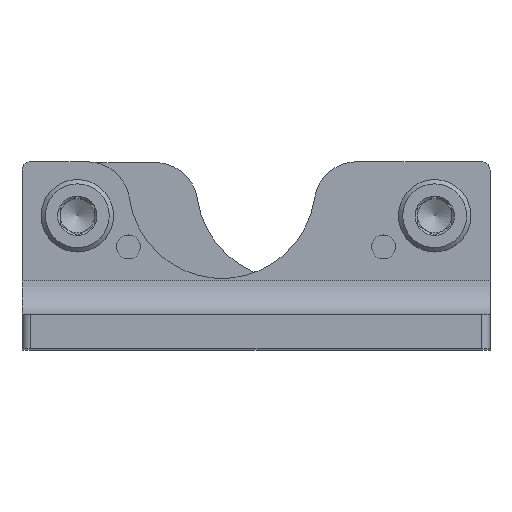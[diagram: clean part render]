
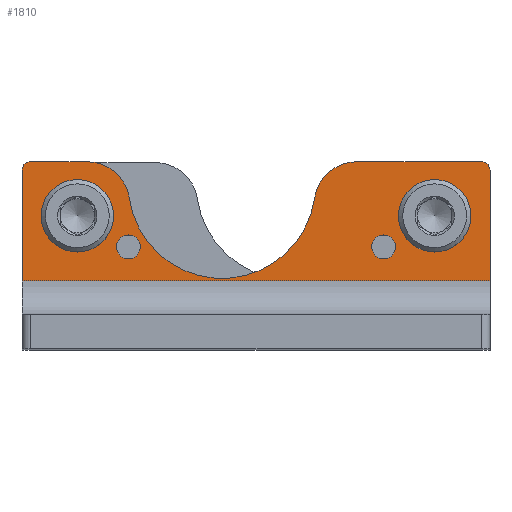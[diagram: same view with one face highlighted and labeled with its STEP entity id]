
A CAD part, top view. The second image highlights one B-rep face of the part: STEP entity #1810.
In plain terms, the highlighted planar face has unit normal (0, 0, 1).
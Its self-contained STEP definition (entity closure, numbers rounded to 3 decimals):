
#135=CIRCLE('',#1970,1.);
#138=CIRCLE('',#1975,1.);
#139=CIRCLE('',#1978,5.);
#140=CIRCLE('',#1980,11.);
#141=CIRCLE('',#1982,5.);
#142=CIRCLE('',#1984,2.75);
#143=CIRCLE('',#1987,2.75);
#144=CIRCLE('',#1989,2.75);
#145=CIRCLE('',#1992,2.75);
#146=CIRCLE('',#1997,1.4);
#147=CIRCLE('',#1998,1.4);
#350=ORIENTED_EDGE('',*,*,#811,.F.);
#351=ORIENTED_EDGE('',*,*,#812,.F.);
#352=ORIENTED_EDGE('',*,*,#798,.F.);
#353=ORIENTED_EDGE('',*,*,#800,.F.);
#354=ORIENTED_EDGE('',*,*,#808,.F.);
#355=ORIENTED_EDGE('',*,*,#795,.F.);
#356=ORIENTED_EDGE('',*,*,#805,.F.);
#357=ORIENTED_EDGE('',*,*,#807,.F.);
#358=ORIENTED_EDGE('',*,*,#809,.F.);
#359=ORIENTED_EDGE('',*,*,#802,.F.);
#360=ORIENTED_EDGE('',*,*,#777,.T.);
#361=ORIENTED_EDGE('',*,*,#782,.F.);
#362=ORIENTED_EDGE('',*,*,#813,.F.);
#363=ORIENTED_EDGE('',*,*,#754,.T.);
#364=ORIENTED_EDGE('',*,*,#784,.T.);
#365=ORIENTED_EDGE('',*,*,#786,.T.);
#366=ORIENTED_EDGE('',*,*,#788,.T.);
#367=ORIENTED_EDGE('',*,*,#791,.F.);
#368=ORIENTED_EDGE('',*,*,#792,.T.);
#369=ORIENTED_EDGE('',*,*,#810,.T.);
#754=EDGE_CURVE('',#1001,#1000,#1164,.T.);
#777=EDGE_CURVE('',#1020,#1021,#135,.T.);
#782=EDGE_CURVE('',#1022,#1021,#1178,.T.);
#784=EDGE_CURVE('',#1000,#1023,#138,.T.);
#786=EDGE_CURVE('',#1023,#1024,#1180,.T.);
#788=EDGE_CURVE('',#1024,#1025,#139,.T.);
#791=EDGE_CURVE('',#1026,#1025,#140,.T.);
#792=EDGE_CURVE('',#1026,#1027,#141,.T.);
#795=EDGE_CURVE('',#1028,#1029,#142,.T.);
#798=EDGE_CURVE('',#1030,#1028,#1188,.T.);
#800=EDGE_CURVE('',#1031,#1030,#143,.T.);
#802=EDGE_CURVE('',#1032,#1033,#144,.T.);
#805=EDGE_CURVE('',#1034,#1032,#1193,.T.);
#807=EDGE_CURVE('',#1035,#1034,#145,.T.);
#808=EDGE_CURVE('',#1029,#1031,#1195,.T.);
#809=EDGE_CURVE('',#1033,#1035,#1196,.T.);
#810=EDGE_CURVE('',#1027,#1020,#1197,.T.);
#811=EDGE_CURVE('',#1036,#1036,#146,.T.);
#812=EDGE_CURVE('',#1037,#1037,#147,.T.);
#813=EDGE_CURVE('',#1001,#1022,#1198,.T.);
#1000=VERTEX_POINT('',#2819);
#1001=VERTEX_POINT('',#2821);
#1020=VERTEX_POINT('',#2866);
#1021=VERTEX_POINT('',#2867);
#1022=VERTEX_POINT('',#2873);
#1023=VERTEX_POINT('',#2878);
#1024=VERTEX_POINT('',#2882);
#1025=VERTEX_POINT('',#2886);
#1026=VERTEX_POINT('',#2890);
#1027=VERTEX_POINT('',#2894);
#1028=VERTEX_POINT('',#2898);
#1029=VERTEX_POINT('',#2900);
#1030=VERTEX_POINT('',#2904);
#1031=VERTEX_POINT('',#2908);
#1032=VERTEX_POINT('',#2912);
#1033=VERTEX_POINT('',#2914);
#1034=VERTEX_POINT('',#2918);
#1035=VERTEX_POINT('',#2922);
#1036=VERTEX_POINT('',#2932);
#1037=VERTEX_POINT('',#2934);
#1164=LINE('',#2820,#1306);
#1178=LINE('',#2874,#1320);
#1180=LINE('',#2881,#1322);
#1188=LINE('',#2905,#1330);
#1193=LINE('',#2919,#1335);
#1195=LINE('',#2925,#1337);
#1196=LINE('',#2927,#1338);
#1197=LINE('',#2929,#1339);
#1198=LINE('',#2935,#1340);
#1306=VECTOR('',#2220,1000.);
#1320=VECTOR('',#2270,1000.);
#1322=VECTOR('',#2280,1000.);
#1330=VECTOR('',#2306,1000.);
#1335=VECTOR('',#2321,1000.);
#1337=VECTOR('',#2329,1000.);
#1338=VECTOR('',#2332,1000.);
#1339=VECTOR('',#2335,1000.);
#1340=VECTOR('',#2342,1000.);
#1456=EDGE_LOOP('',(#350));
#1457=EDGE_LOOP('',(#351));
#1458=EDGE_LOOP('',(#352,#353,#354,#355));
#1459=EDGE_LOOP('',(#356,#357,#358,#359));
#1460=EDGE_LOOP('',(#360,#361,#362,#363,#364,#365,#366,#367,#368,#369));
#1608=FACE_BOUND('',#1456,.T.);
#1609=FACE_BOUND('',#1457,.T.);
#1610=FACE_BOUND('',#1458,.T.);
#1611=FACE_BOUND('',#1459,.T.);
#1612=FACE_BOUND('',#1460,.T.);
#1742=PLANE('',#1996);
#1810=ADVANCED_FACE('',(#1608,#1609,#1610,#1611,#1612),#1742,.T.);
#1970=AXIS2_PLACEMENT_3D('',#2865,#2261,#2262);
#1975=AXIS2_PLACEMENT_3D('',#2877,#2275,#2276);
#1978=AXIS2_PLACEMENT_3D('',#2885,#2284,#2285);
#1980=AXIS2_PLACEMENT_3D('',#2891,#2290,#2291);
#1982=AXIS2_PLACEMENT_3D('',#2893,#2294,#2295);
#1984=AXIS2_PLACEMENT_3D('',#2899,#2300,#2301);
#1987=AXIS2_PLACEMENT_3D('',#2909,#2310,#2311);
#1989=AXIS2_PLACEMENT_3D('',#2913,#2315,#2316);
#1992=AXIS2_PLACEMENT_3D('',#2923,#2325,#2326);
#1996=AXIS2_PLACEMENT_3D('',#2930,#2336,#2337);
#1997=AXIS2_PLACEMENT_3D('',#2931,#2338,#2339);
#1998=AXIS2_PLACEMENT_3D('',#2933,#2340,#2341);
#2220=DIRECTION('',(0.,1.,0.));
#2261=DIRECTION('',(0.,0.,1.));
#2262=DIRECTION('',(1.,0.,0.));
#2270=DIRECTION('',(0.,1.,0.));
#2275=DIRECTION('',(0.,0.,1.));
#2276=DIRECTION('',(1.,0.,0.));
#2280=DIRECTION('',(-1.,0.,0.));
#2284=DIRECTION('',(0.,0.,1.));
#2285=DIRECTION('',(1.,0.,0.));
#2290=DIRECTION('',(0.,0.,1.));
#2291=DIRECTION('',(1.,0.,0.));
#2294=DIRECTION('',(0.,0.,1.));
#2295=DIRECTION('',(1.,0.,0.));
#2300=DIRECTION('',(0.,0.,1.));
#2301=DIRECTION('',(1.,0.,0.));
#2306=DIRECTION('',(0.,1.,0.));
#2310=DIRECTION('',(0.,0.,1.));
#2311=DIRECTION('',(1.,0.,0.));
#2315=DIRECTION('',(0.,0.,1.));
#2316=DIRECTION('',(1.,0.,0.));
#2321=DIRECTION('',(0.,1.,0.));
#2325=DIRECTION('',(0.,0.,1.));
#2326=DIRECTION('',(1.,0.,0.));
#2329=DIRECTION('',(0.,-1.,0.));
#2332=DIRECTION('',(0.,-1.,0.));
#2335=DIRECTION('',(-1.,0.,0.));
#2336=DIRECTION('',(0.,0.,1.));
#2337=DIRECTION('',(1.,0.,0.));
#2338=DIRECTION('',(0.,0.,1.));
#2339=DIRECTION('',(1.,0.,0.));
#2340=DIRECTION('',(0.,0.,1.));
#2341=DIRECTION('',(1.,0.,0.));
#2342=DIRECTION('',(-1.,0.,0.));
#2819=CARTESIAN_POINT('',(27.5,21.,4.));
#2820=CARTESIAN_POINT('',(27.5,8.,4.));
#2821=CARTESIAN_POINT('',(27.5,8.,4.));
#2865=CARTESIAN_POINT('',(-26.5,21.,4.));
#2866=CARTESIAN_POINT('',(-26.5,22.,4.));
#2867=CARTESIAN_POINT('',(-27.5,21.,4.));
#2873=CARTESIAN_POINT('',(-27.5,8.,4.));
#2874=CARTESIAN_POINT('',(-27.5,8.,4.));
#2877=CARTESIAN_POINT('',(26.5,21.,4.));
#2878=CARTESIAN_POINT('',(26.5,22.,4.));
#2881=CARTESIAN_POINT('',(26.5,22.,4.));
#2882=CARTESIAN_POINT('',(11.834,22.,4.));
#2885=CARTESIAN_POINT('',(11.834,17.,4.));
#2886=CARTESIAN_POINT('',(6.886,17.719,4.));
#2890=CARTESIAN_POINT('',(-14.886,17.719,4.));
#2891=CARTESIAN_POINT('',(-4.,19.3,4.));
#2893=CARTESIAN_POINT('',(-19.834,17.,4.));
#2894=CARTESIAN_POINT('',(-19.834,22.,4.));
#2898=CARTESIAN_POINT('',(23.75,16.15,4.));
#2899=CARTESIAN_POINT('',(21.,16.15,4.));
#2900=CARTESIAN_POINT('',(18.25,16.15,4.));
#2904=CARTESIAN_POINT('',(23.75,15.15,4.));
#2905=CARTESIAN_POINT('',(23.75,15.15,4.));
#2908=CARTESIAN_POINT('',(18.25,15.15,4.));
#2909=CARTESIAN_POINT('',(21.,15.15,4.));
#2912=CARTESIAN_POINT('',(-18.25,16.15,4.));
#2913=CARTESIAN_POINT('',(-21.,16.15,4.));
#2914=CARTESIAN_POINT('',(-23.75,16.15,4.));
#2918=CARTESIAN_POINT('',(-18.25,15.15,4.));
#2919=CARTESIAN_POINT('',(-18.25,15.15,4.));
#2922=CARTESIAN_POINT('',(-23.75,15.15,4.));
#2923=CARTESIAN_POINT('',(-21.,15.15,4.));
#2925=CARTESIAN_POINT('',(18.25,16.15,4.));
#2927=CARTESIAN_POINT('',(-23.75,16.15,4.));
#2929=CARTESIAN_POINT('',(-19.834,22.,4.));
#2930=CARTESIAN_POINT('',(27.5,8.,4.));
#2931=CARTESIAN_POINT('',(15.,12.,4.));
#2932=CARTESIAN_POINT('',(16.4,12.,4.));
#2933=CARTESIAN_POINT('',(-15.,12.,4.));
#2934=CARTESIAN_POINT('',(-13.6,12.,4.));
#2935=CARTESIAN_POINT('',(27.5,8.,4.));
